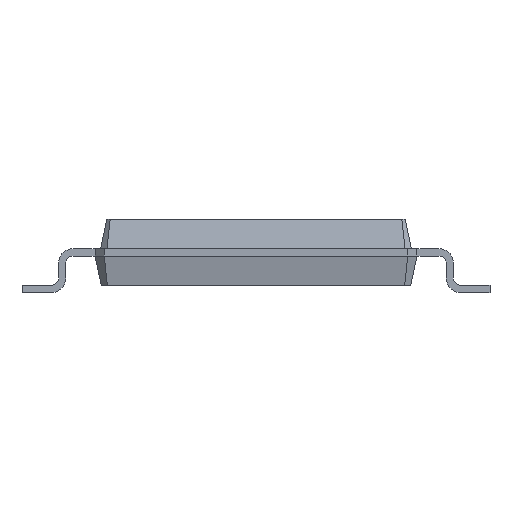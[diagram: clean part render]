
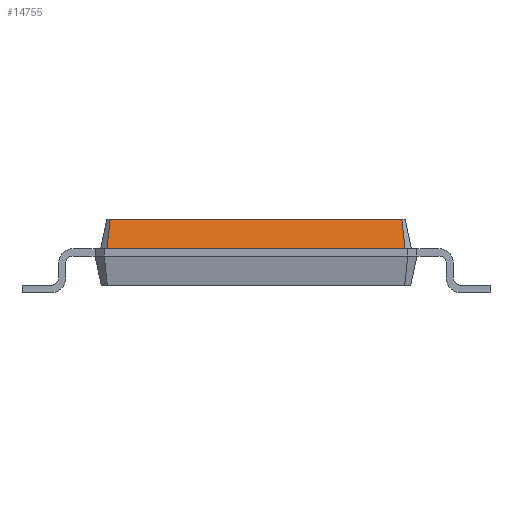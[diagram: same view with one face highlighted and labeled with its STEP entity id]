
A CAD part, left-side view. The second image highlights one B-rep face of the part: STEP entity #14755.
In plain terms, the highlighted free-form (B-spline) face has degree [1, 1] with [2, 2] control points.
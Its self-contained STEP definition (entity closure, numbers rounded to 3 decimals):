
#4344 = B_SPLINE_SURFACE_WITH_KNOTS('',1,1,(
    (#4345,#4346)
    ,(#4347,#4348
    )),.UNSPECIFIED.,.F.,.F.,.F.,(2,2),(2,2),(0.,0.124),(0.,1.)
  ,.PIECEWISE_BEZIER_KNOTS.);
#4345 = CARTESIAN_POINT('',(-3.088,-2.125,0.6));
#4346 = CARTESIAN_POINT('',(-3.045,-2.04,1.));
#4347 = CARTESIAN_POINT('',(-3.175,-2.038,0.6));
#4348 = CARTESIAN_POINT('',(-3.09,-1.995,1.));
#4371 = PLANE('',#4372);
#4372 = AXIS2_PLACEMENT_3D('',#4373,#4374,#4375);
#4373 = CARTESIAN_POINT('',(-3.09,-1.995,1.));
#4374 = DIRECTION('',(0.,0.,1.));
#4375 = DIRECTION('',(0.84,0.542,0.));
#10820 = EDGE_CURVE('',#10821,#10823,#10825,.T.);
#10821 = VERTEX_POINT('',#10822);
#10822 = CARTESIAN_POINT('',(-3.09,-1.995,1.));
#10823 = VERTEX_POINT('',#10824);
#10824 = CARTESIAN_POINT('',(-3.09,1.995,1.));
#10825 = SURFACE_CURVE('',#10826,(#10830,#10837),.PCURVE_S1.);
#10826 = LINE('',#10827,#10828);
#10827 = CARTESIAN_POINT('',(-3.09,-1.995,1.));
#10828 = VECTOR('',#10829,1.);
#10829 = DIRECTION('',(0.,1.,0.));
#10830 = PCURVE('',#4371,#10831);
#10831 = DEFINITIONAL_REPRESENTATION('',(#10832),#10836);
#10832 = LINE('',#10833,#10834);
#10833 = CARTESIAN_POINT('',(0.,0.));
#10834 = VECTOR('',#10835,1.);
#10835 = DIRECTION('',(0.542,0.84));
#10836 = ( GEOMETRIC_REPRESENTATION_CONTEXT(2) 
PARAMETRIC_REPRESENTATION_CONTEXT() REPRESENTATION_CONTEXT('2D SPACE',''
  ) );
#10837 = PCURVE('',#10838,#10843);
#10838 = B_SPLINE_SURFACE_WITH_KNOTS('',1,1,(
    (#10839,#10840)
    ,(#10841,#10842
    )),.UNSPECIFIED.,.F.,.F.,.F.,(2,2),(2,2),(0.,4.075),(0.,1.),
  .PIECEWISE_BEZIER_KNOTS.);
#10839 = CARTESIAN_POINT('',(-3.175,-2.038,0.6));
#10840 = CARTESIAN_POINT('',(-3.09,-1.995,1.));
#10841 = CARTESIAN_POINT('',(-3.175,2.038,0.6));
#10842 = CARTESIAN_POINT('',(-3.09,1.995,1.));
#10843 = DEFINITIONAL_REPRESENTATION('',(#10844),#10847);
#10844 = B_SPLINE_CURVE_WITH_KNOTS('',1,(#10845,#10846),.UNSPECIFIED.,
  .F.,.F.,(2,2),(0.,3.99),.PIECEWISE_BEZIER_KNOTS.);
#10845 = CARTESIAN_POINT('',(0.,1.));
#10846 = CARTESIAN_POINT('',(4.075,1.));
#10847 = ( GEOMETRIC_REPRESENTATION_CONTEXT(2) 
PARAMETRIC_REPRESENTATION_CONTEXT() REPRESENTATION_CONTEXT('2D SPACE',''
  ) );
#10961 = B_SPLINE_SURFACE_WITH_KNOTS('',1,1,(
    (#10962,#10963)
    ,(#10964,#10965
    )),.UNSPECIFIED.,.F.,.F.,.F.,(2,2),(2,2),(0.,0.124),(0.,1.)
  ,.PIECEWISE_BEZIER_KNOTS.);
#10962 = CARTESIAN_POINT('',(-3.175,2.038,0.6));
#10963 = CARTESIAN_POINT('',(-3.09,1.995,1.));
#10964 = CARTESIAN_POINT('',(-3.088,2.125,0.6));
#10965 = CARTESIAN_POINT('',(-3.045,2.04,1.));
#11007 = VERTEX_POINT('',#11008);
#11008 = CARTESIAN_POINT('',(-3.175,-2.038,0.6));
#11028 = EDGE_CURVE('',#11007,#10821,#11029,.T.);
#11029 = SURFACE_CURVE('',#11030,(#11033,#11040),.PCURVE_S1.);
#11030 = B_SPLINE_CURVE_WITH_KNOTS('',1,(#11031,#11032),.UNSPECIFIED.,
  .F.,.F.,(2,2),(0.,1.),.PIECEWISE_BEZIER_KNOTS.);
#11031 = CARTESIAN_POINT('',(-3.175,-2.038,0.6));
#11032 = CARTESIAN_POINT('',(-3.09,-1.995,1.));
#11033 = PCURVE('',#4344,#11034);
#11034 = DEFINITIONAL_REPRESENTATION('',(#11035),#11039);
#11035 = LINE('',#11036,#11037);
#11036 = CARTESIAN_POINT('',(0.124,0.));
#11037 = VECTOR('',#11038,1.);
#11038 = DIRECTION('',(0.,1.));
#11039 = ( GEOMETRIC_REPRESENTATION_CONTEXT(2) 
PARAMETRIC_REPRESENTATION_CONTEXT() REPRESENTATION_CONTEXT('2D SPACE',''
  ) );
#11040 = PCURVE('',#10838,#11041);
#11041 = DEFINITIONAL_REPRESENTATION('',(#11042),#11046);
#11042 = LINE('',#11043,#11044);
#11043 = CARTESIAN_POINT('',(0.,0.));
#11044 = VECTOR('',#11045,1.);
#11045 = DIRECTION('',(0.,1.));
#11046 = ( GEOMETRIC_REPRESENTATION_CONTEXT(2) 
PARAMETRIC_REPRESENTATION_CONTEXT() REPRESENTATION_CONTEXT('2D SPACE',''
  ) );
#11270 = B_SPLINE_SURFACE_WITH_KNOTS('',1,1,(
    (#11271,#11272)
    ,(#11273,#11274
    )),.UNSPECIFIED.,.F.,.F.,.F.,(2,2),(2,2),(0.,4.15),(0.,1.),
  .PIECEWISE_BEZIER_KNOTS.);
#11271 = CARTESIAN_POINT('',(-3.25,-2.075,0.6));
#11272 = CARTESIAN_POINT('',(-3.175,-2.038,0.6));
#11273 = CARTESIAN_POINT('',(-3.25,2.075,0.6));
#11274 = CARTESIAN_POINT('',(-3.175,2.038,0.6));
#14755 = ADVANCED_FACE('',(#14756),#10838,.F.);
#14756 = FACE_BOUND('',#14757,.F.);
#14757 = EDGE_LOOP('',(#14758,#14780,#14800,#14801));
#14758 = ORIENTED_EDGE('',*,*,#14759,.T.);
#14759 = EDGE_CURVE('',#11007,#14760,#14762,.T.);
#14760 = VERTEX_POINT('',#14761);
#14761 = CARTESIAN_POINT('',(-3.175,2.038,0.6));
#14762 = SURFACE_CURVE('',#14763,(#14767,#14774),.PCURVE_S1.);
#14763 = LINE('',#14764,#14765);
#14764 = CARTESIAN_POINT('',(-3.175,-2.038,0.6));
#14765 = VECTOR('',#14766,1.);
#14766 = DIRECTION('',(0.,1.,0.));
#14767 = PCURVE('',#10838,#14768);
#14768 = DEFINITIONAL_REPRESENTATION('',(#14769),#14773);
#14769 = LINE('',#14770,#14771);
#14770 = CARTESIAN_POINT('',(0.,0.));
#14771 = VECTOR('',#14772,1.);
#14772 = DIRECTION('',(1.,0.));
#14773 = ( GEOMETRIC_REPRESENTATION_CONTEXT(2) 
PARAMETRIC_REPRESENTATION_CONTEXT() REPRESENTATION_CONTEXT('2D SPACE',''
  ) );
#14774 = PCURVE('',#11270,#14775);
#14775 = DEFINITIONAL_REPRESENTATION('',(#14776),#14779);
#14776 = B_SPLINE_CURVE_WITH_KNOTS('',1,(#14777,#14778),.UNSPECIFIED.,
  .F.,.F.,(2,2),(0.,4.075),.PIECEWISE_BEZIER_KNOTS.);
#14777 = CARTESIAN_POINT('',(0.,1.));
#14778 = CARTESIAN_POINT('',(4.15,1.));
#14779 = ( GEOMETRIC_REPRESENTATION_CONTEXT(2) 
PARAMETRIC_REPRESENTATION_CONTEXT() REPRESENTATION_CONTEXT('2D SPACE',''
  ) );
#14780 = ORIENTED_EDGE('',*,*,#14781,.T.);
#14781 = EDGE_CURVE('',#14760,#10823,#14782,.T.);
#14782 = SURFACE_CURVE('',#14783,(#14786,#14793),.PCURVE_S1.);
#14783 = B_SPLINE_CURVE_WITH_KNOTS('',1,(#14784,#14785),.UNSPECIFIED.,
  .F.,.F.,(2,2),(0.,1.),.PIECEWISE_BEZIER_KNOTS.);
#14784 = CARTESIAN_POINT('',(-3.175,2.038,0.6));
#14785 = CARTESIAN_POINT('',(-3.09,1.995,1.));
#14786 = PCURVE('',#10838,#14787);
#14787 = DEFINITIONAL_REPRESENTATION('',(#14788),#14792);
#14788 = LINE('',#14789,#14790);
#14789 = CARTESIAN_POINT('',(4.075,0.));
#14790 = VECTOR('',#14791,1.);
#14791 = DIRECTION('',(0.,1.));
#14792 = ( GEOMETRIC_REPRESENTATION_CONTEXT(2) 
PARAMETRIC_REPRESENTATION_CONTEXT() REPRESENTATION_CONTEXT('2D SPACE',''
  ) );
#14793 = PCURVE('',#10961,#14794);
#14794 = DEFINITIONAL_REPRESENTATION('',(#14795),#14799);
#14795 = LINE('',#14796,#14797);
#14796 = CARTESIAN_POINT('',(0.,0.));
#14797 = VECTOR('',#14798,1.);
#14798 = DIRECTION('',(0.,1.));
#14799 = ( GEOMETRIC_REPRESENTATION_CONTEXT(2) 
PARAMETRIC_REPRESENTATION_CONTEXT() REPRESENTATION_CONTEXT('2D SPACE',''
  ) );
#14800 = ORIENTED_EDGE('',*,*,#10820,.F.);
#14801 = ORIENTED_EDGE('',*,*,#11028,.F.);
